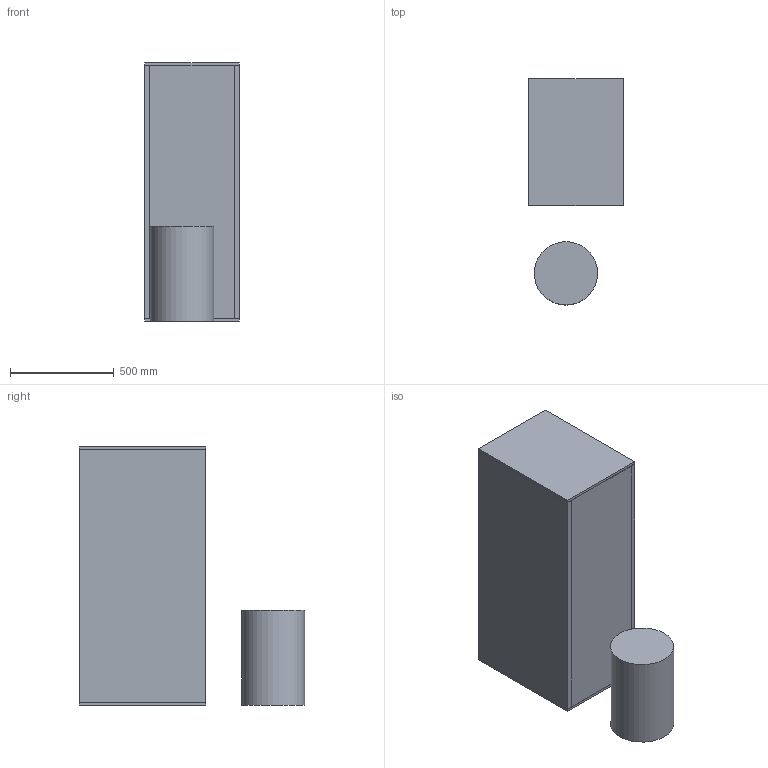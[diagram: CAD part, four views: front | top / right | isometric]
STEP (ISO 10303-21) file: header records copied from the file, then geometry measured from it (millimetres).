
FILE_DESCRIPTION(/* description */ ('STEP AP242','CAx-IF Rec.Pracs.---Representation and Presentation of Product Manufacturing Information (PMI)---4.0---2014-10-13','CAx-IF Rec.Pracs.---3D Tessellated Geometry---0.4---2014-09-14','2;1'),/* implementation_level */ '2;1');
FILE_NAME(/* name */ '680ef43eeaed1f50e423645b',/* time_stamp */ '2025-04-28T03:21:34Z',/* author */ (''),/* organization */ (''),/* preprocessor_version */ 'ST-DEVELOPER v20',/* originating_system */ 'ONSHAPE BY PTC INC, 1.197',/* authorisation */ ' ');
FILE_SCHEMA (('AP242_MANAGED_MODEL_BASED_3D_ENGINEERING_MIM_LF { 1 0 10303 442 1 1 4 }'));
Length unit declared in the file: metre
Products named in the file (8): Assembly 1; Part 1
Assembly tree (15 placements, depth 2):
  Assembly 1
    Part 1  x2
    Part 1
    Part 1  x2
    Part 1  x2
    Part 1  x4
    Part 1  x2
    Part 1  x2
Bounding box: 457.2 x 1087.45 x 1245.21 mm (x, y, z)
Volume: 134054705.4 mm3; surface area: 10635939.2 mm2
Topology: 15 solids, 15 shells, 171 faces, 387 edges, 242 vertices
Faces by surface type: plane 170, cylinder 1
Full cylindrical faces by diameter (mm): 304.8 x1
Entity records: 2772 total; most frequent: CARTESIAN_POINT 393, DIRECTION 378, ORIENTED_EDGE 364, EDGE_CURVE 182, LINE 180, VECTOR 180, VERTEX_POINT 114, AXIS2_PLACEMENT_3D 99
